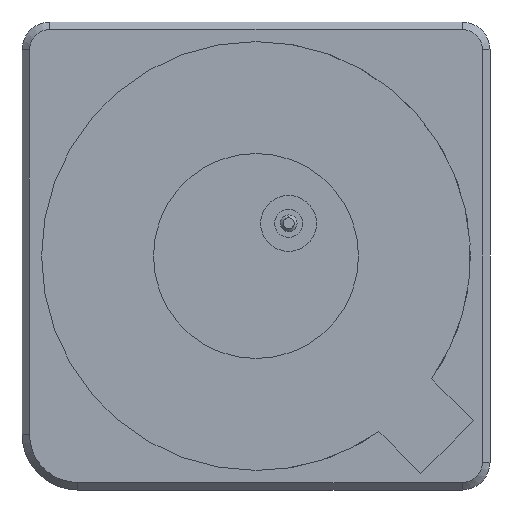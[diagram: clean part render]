
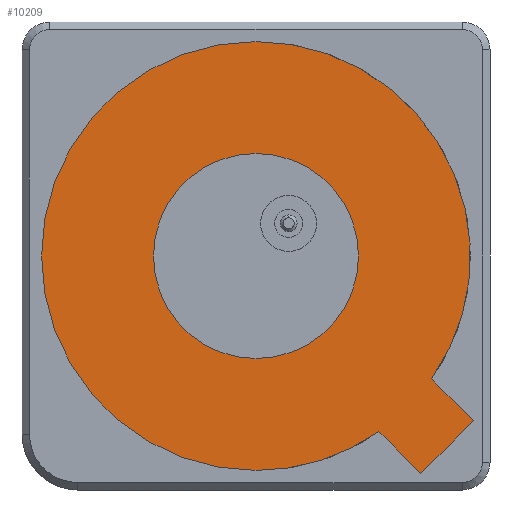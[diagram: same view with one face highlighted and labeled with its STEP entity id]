
A CAD part, front view. The second image highlights one B-rep face of the part: STEP entity #10209.
In plain terms, the highlighted planar face has unit normal (0, -1, 0).
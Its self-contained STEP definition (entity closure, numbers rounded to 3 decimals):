
#202 = DIRECTION ( 'NONE',  ( 0., 0., 1. ) ) ;
#250 = EDGE_CURVE ( 'NONE', #538, #14833, #20857, .T. ) ;
#347 = DIRECTION ( 'NONE',  ( 0., 1., 0. ) ) ;
#412 = DIRECTION ( 'NONE',  ( 0., 0., 1. ) ) ;
#536 = EDGE_CURVE ( 'NONE', #10705, #3444, #20024, .T. ) ;
#538 = VERTEX_POINT ( 'NONE', #16565 ) ;
#595 = VERTEX_POINT ( 'NONE', #10306 ) ;
#771 = CIRCLE ( 'NONE', #19050, 11.5 ) ;
#781 = ORIENTED_EDGE ( 'NONE', *, *, #16235, .F. ) ;
#1061 = DIRECTION ( 'NONE',  ( 0., 0., 1. ) ) ;
#1363 = ORIENTED_EDGE ( 'NONE', *, *, #250, .F. ) ;
#1501 = DIRECTION ( 'NONE',  ( 0., 1., 0. ) ) ;
#1961 = AXIS2_PLACEMENT_3D ( 'NONE', #11224, #1501, #4657 ) ;
#2000 = FACE_BOUND ( 'NONE', #6949, .T. ) ;
#2402 = CARTESIAN_POINT ( 'NONE',  ( 0., -4.22, 5.5 ) ) ;
#2779 = CARTESIAN_POINT ( 'NONE',  ( 0., -4.22, 0. ) ) ;
#2915 = ORIENTED_EDGE ( 'NONE', *, *, #20812, .F. ) ;
#3444 = VERTEX_POINT ( 'NONE', #2402 ) ;
#3802 = EDGE_CURVE ( 'NONE', #6216, #9805, #14785, .T. ) ;
#3964 = CARTESIAN_POINT ( 'NONE',  ( 11.664, -4.22, -8.835 ) ) ;
#4418 = DIRECTION ( 'NONE',  ( 0., 1., 0. ) ) ;
#4657 = DIRECTION ( 'NONE',  ( 1., 0., 0. ) ) ;
#4796 = EDGE_CURVE ( 'NONE', #3444, #10705, #17502, .T. ) ;
#4857 = ORIENTED_EDGE ( 'NONE', *, *, #11482, .F. ) ;
#4876 = CARTESIAN_POINT ( 'NONE',  ( 0., -4.22, 0. ) ) ;
#4989 = VECTOR ( 'NONE', #9458, 1000. ) ;
#5005 = LINE ( 'NONE', #6916, #19905 ) ;
#5221 = DIRECTION ( 'NONE',  ( 0., 0., 1. ) ) ;
#5452 = ORIENTED_EDGE ( 'NONE', *, *, #536, .T. ) ;
#6216 = VERTEX_POINT ( 'NONE', #3964 ) ;
#6810 = VERTEX_POINT ( 'NONE', #12203 ) ;
#6916 = CARTESIAN_POINT ( 'NONE',  ( 9.422, -4.22, -6.594 ) ) ;
#6949 = EDGE_LOOP ( 'NONE', ( #21022, #5452 ) ) ;
#7000 = DIRECTION ( 'NONE',  ( 0.707, 0., -0.707 ) ) ;
#7791 = CARTESIAN_POINT ( 'NONE',  ( 6.594, -4.22, -9.422 ) ) ;
#8128 = CIRCLE ( 'NONE', #17774, 11.5 ) ;
#8270 = CARTESIAN_POINT ( 'NONE',  ( 0., -4.22, 0. ) ) ;
#8460 = DIRECTION ( 'NONE',  ( 0., 1., 0. ) ) ;
#8796 = VECTOR ( 'NONE', #12115, 1000. ) ;
#9169 = FACE_OUTER_BOUND ( 'NONE', #20086, .T. ) ;
#9225 = CARTESIAN_POINT ( 'NONE',  ( 8.835, -4.22, -11.664 ) ) ;
#9458 = DIRECTION ( 'NONE',  ( -0.707, 0., 0.707 ) ) ;
#9659 = AXIS2_PLACEMENT_3D ( 'NONE', #14839, #19737, #412 ) ;
#9718 = DIRECTION ( 'NONE',  ( 0., 0., 1. ) ) ;
#9805 = VERTEX_POINT ( 'NONE', #9225 ) ;
#9995 = CARTESIAN_POINT ( 'NONE',  ( 0., -4.22, 0. ) ) ;
#10209 = ADVANCED_FACE ( 'NONE', ( #9169, #2000 ), #12814, .F. ) ;
#10306 = CARTESIAN_POINT ( 'NONE',  ( 0., -4.22, -11.5 ) ) ;
#10705 = VERTEX_POINT ( 'NONE', #15897 ) ;
#11184 = EDGE_CURVE ( 'NONE', #14833, #6216, #5005, .T. ) ;
#11224 = CARTESIAN_POINT ( 'NONE',  ( 0., -4.22, 0. ) ) ;
#11482 = EDGE_CURVE ( 'NONE', #9805, #6810, #12742, .T. ) ;
#12115 = DIRECTION ( 'NONE',  ( -0.707, 0., -0.707 ) ) ;
#12203 = CARTESIAN_POINT ( 'NONE',  ( 6.594, -4.22, -9.422 ) ) ;
#12742 = LINE ( 'NONE', #7791, #4989 ) ;
#12814 = PLANE ( 'NONE',  #1961 ) ;
#13264 = DIRECTION ( 'NONE',  ( 0., 1., 0. ) ) ;
#13266 = AXIS2_PLACEMENT_3D ( 'NONE', #2779, #4418, #1061 ) ;
#14785 = LINE ( 'NONE', #20347, #8796 ) ;
#14833 = VERTEX_POINT ( 'NONE', #20426 ) ;
#14839 = CARTESIAN_POINT ( 'NONE',  ( 0., -4.22, 0. ) ) ;
#15897 = CARTESIAN_POINT ( 'NONE',  ( 0., -4.22, -5.5 ) ) ;
#16235 = EDGE_CURVE ( 'NONE', #595, #538, #771, .T. ) ;
#16565 = CARTESIAN_POINT ( 'NONE',  ( 0., -4.22, 11.5 ) ) ;
#17202 = ORIENTED_EDGE ( 'NONE', *, *, #3802, .F. ) ;
#17502 = CIRCLE ( 'NONE', #9659, 5.5 ) ;
#17622 = ORIENTED_EDGE ( 'NONE', *, *, #11184, .F. ) ;
#17714 = AXIS2_PLACEMENT_3D ( 'NONE', #8270, #13264, #9718 ) ;
#17774 = AXIS2_PLACEMENT_3D ( 'NONE', #4876, #347, #202 ) ;
#19050 = AXIS2_PLACEMENT_3D ( 'NONE', #9995, #8460, #5221 ) ;
#19737 = DIRECTION ( 'NONE',  ( 0., 1., 0. ) ) ;
#19905 = VECTOR ( 'NONE', #7000, 1000. ) ;
#20024 = CIRCLE ( 'NONE', #17714, 5.5 ) ;
#20086 = EDGE_LOOP ( 'NONE', ( #4857, #17202, #17622, #1363, #781, #2915 ) ) ;
#20347 = CARTESIAN_POINT ( 'NONE',  ( 8.835, -4.22, -11.664 ) ) ;
#20426 = CARTESIAN_POINT ( 'NONE',  ( 9.422, -4.22, -6.594 ) ) ;
#20812 = EDGE_CURVE ( 'NONE', #6810, #595, #8128, .T. ) ;
#20857 = CIRCLE ( 'NONE', #13266, 11.5 ) ;
#21022 = ORIENTED_EDGE ( 'NONE', *, *, #4796, .T. ) ;
